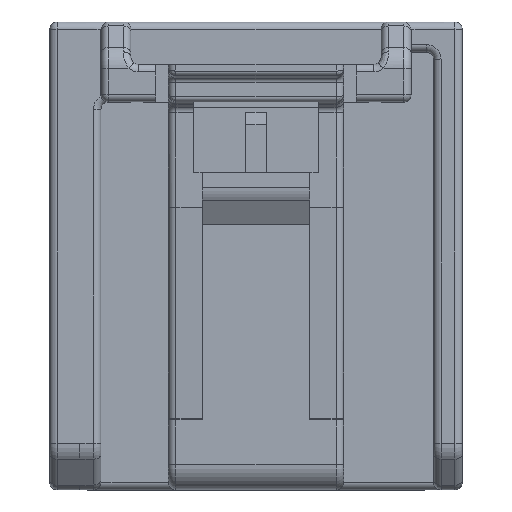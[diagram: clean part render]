
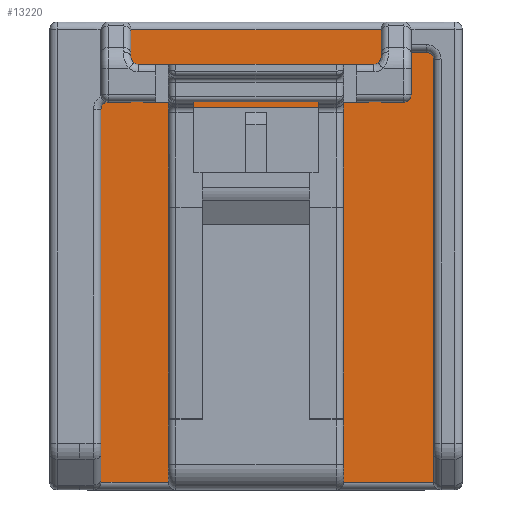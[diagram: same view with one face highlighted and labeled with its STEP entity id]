
A CAD part, top view. The second image highlights one B-rep face of the part: STEP entity #13220.
In plain terms, the highlighted planar face has unit normal (0, 0, 1).
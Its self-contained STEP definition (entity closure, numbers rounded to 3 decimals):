
#831=DIRECTION('',(0.,1.,0.));
#832=VECTOR('',#831,16.9);
#833=CARTESIAN_POINT('',(7.1,0.3,1.2));
#834=LINE('',#833,#832);
#3687=DIRECTION('',(0.,1.,0.));
#3688=VECTOR('',#3687,2.9);
#3689=CARTESIAN_POINT('',(-5.,15.5,1.2));
#3690=LINE('',#3689,#3688);
#3746=DIRECTION('',(1.,0.,0.));
#3747=VECTOR('',#3746,10.);
#3748=CARTESIAN_POINT('',(-5.,18.4,1.2));
#3749=LINE('',#3748,#3747);
#3754=DIRECTION('',(-1.,0.,0.));
#3755=VECTOR('',#3754,2.7);
#3756=CARTESIAN_POINT('',(-3.5,0.3,1.2));
#3757=LINE('',#3756,#3755);
#3758=CARTESIAN_POINT('',(-5.9,15.2,1.2));
#3759=DIRECTION('',(0.,0.,1.));
#3760=DIRECTION('',(0.,1.,0.));
#3761=AXIS2_PLACEMENT_3D('',#3758,#3759,#3760);
#3763=DIRECTION('',(-1.,0.,0.));
#3764=VECTOR('',#3763,0.9);
#3765=CARTESIAN_POINT('',(-5.,15.5,1.2));
#3766=LINE('',#3765,#3764);
#3767=DIRECTION('',(0.,1.,0.));
#3768=VECTOR('',#3767,2.9);
#3769=CARTESIAN_POINT('',(5.,15.5,1.2));
#3770=LINE('',#3769,#3768);
#3771=DIRECTION('',(-1.,0.,0.));
#3772=VECTOR('',#3771,0.9);
#3773=CARTESIAN_POINT('',(5.9,15.5,1.2));
#3774=LINE('',#3773,#3772);
#3775=CARTESIAN_POINT('',(5.9,15.8,1.2));
#3776=DIRECTION('',(0.,0.,-1.));
#3777=DIRECTION('',(1.,0.,0.));
#3778=AXIS2_PLACEMENT_3D('',#3775,#3776,#3777);
#3780=DIRECTION('',(0.,-1.,0.));
#3781=VECTOR('',#3780,1.7);
#3782=CARTESIAN_POINT('',(6.2,17.5,1.2));
#3783=LINE('',#3782,#3781);
#3784=DIRECTION('',(-1.,0.,0.));
#3785=VECTOR('',#3784,0.6);
#3786=CARTESIAN_POINT('',(6.8,17.5,1.2));
#3787=LINE('',#3786,#3785);
#3788=CARTESIAN_POINT('',(6.8,17.2,1.2));
#3789=DIRECTION('',(0.,0.,1.));
#3790=DIRECTION('',(1.,0.,0.));
#3791=AXIS2_PLACEMENT_3D('',#3788,#3789,#3790);
#3793=DIRECTION('',(-1.,0.,0.));
#3794=VECTOR('',#3793,3.6);
#3795=CARTESIAN_POINT('',(7.1,0.3,1.2));
#3796=LINE('',#3795,#3794);
#3797=DIRECTION('',(1.,0.,0.));
#3798=VECTOR('',#3797,1.);
#3799=CARTESIAN_POINT('',(2.5,4.8,1.2));
#3800=LINE('',#3799,#3798);
#3801=DIRECTION('',(1.,0.,0.));
#3802=VECTOR('',#3801,2.2);
#3803=CARTESIAN_POINT('',(0.3,1.2,1.2));
#3804=LINE('',#3803,#3802);
#3805=DIRECTION('',(1.,0.,0.));
#3806=VECTOR('',#3805,0.6);
#3807=CARTESIAN_POINT('',(-0.3,4.8,1.2));
#3808=LINE('',#3807,#3806);
#3809=DIRECTION('',(1.,0.,0.));
#3810=VECTOR('',#3809,2.2);
#3811=CARTESIAN_POINT('',(-2.5,1.2,1.2));
#3812=LINE('',#3811,#3810);
#3813=DIRECTION('',(1.,0.,0.));
#3814=VECTOR('',#3813,1.);
#3815=CARTESIAN_POINT('',(-3.5,4.8,1.2));
#3816=LINE('',#3815,#3814);
#3836=DIRECTION('',(0.,1.,0.));
#3837=VECTOR('',#3836,4.5);
#3838=CARTESIAN_POINT('',(-3.5,0.3,1.2));
#3839=LINE('',#3838,#3837);
#3927=DIRECTION('',(0.,1.,0.));
#3928=VECTOR('',#3927,3.6);
#3929=CARTESIAN_POINT('',(2.5,1.2,1.2));
#3930=LINE('',#3929,#3928);
#3978=DIRECTION('',(0.,-1.,0.));
#3979=VECTOR('',#3978,4.5);
#3980=CARTESIAN_POINT('',(3.5,4.8,1.2));
#3981=LINE('',#3980,#3979);
#4858=DIRECTION('',(0.,1.,0.));
#4859=VECTOR('',#4858,3.6);
#4860=CARTESIAN_POINT('',(-0.3,1.2,1.2));
#4861=LINE('',#4860,#4859);
#4880=DIRECTION('',(0.,-1.,0.));
#4881=VECTOR('',#4880,3.6);
#4882=CARTESIAN_POINT('',(0.3,4.8,1.2));
#4883=LINE('',#4882,#4881);
#4900=DIRECTION('',(0.,-1.,0.));
#4901=VECTOR('',#4900,3.6);
#4902=CARTESIAN_POINT('',(-2.5,4.8,1.2));
#4903=LINE('',#4902,#4901);
#4917=DIRECTION('',(0.,-1.,0.));
#4918=VECTOR('',#4917,14.9);
#4919=CARTESIAN_POINT('',(-6.2,15.2,1.2));
#4920=LINE('',#4919,#4918);
#6456=CARTESIAN_POINT('',(5.,18.4,1.2));
#6457=VERTEX_POINT('',#6456);
#6458=CARTESIAN_POINT('',(5.,15.5,1.2));
#6459=VERTEX_POINT('',#6458);
#6478=CARTESIAN_POINT('',(5.9,15.5,1.2));
#6479=VERTEX_POINT('',#6478);
#6480=CARTESIAN_POINT('',(6.2,15.8,1.2));
#6481=VERTEX_POINT('',#6480);
#6817=CARTESIAN_POINT('',(2.5,1.2,1.2));
#6819=VERTEX_POINT('',#6817);
#6823=CARTESIAN_POINT('',(-2.5,1.2,1.2));
#6825=VERTEX_POINT('',#6823);
#7666=CARTESIAN_POINT('',(-5.9,15.5,1.2));
#7667=CARTESIAN_POINT('',(-6.2,15.2,1.2));
#7668=VERTEX_POINT('',#7666);
#7669=VERTEX_POINT('',#7667);
#7670=CARTESIAN_POINT('',(-5.,15.5,1.2));
#7671=VERTEX_POINT('',#7670);
#7672=CARTESIAN_POINT('',(-5.,18.4,1.2));
#7673=VERTEX_POINT('',#7672);
#7691=CARTESIAN_POINT('',(6.2,17.5,1.2));
#7692=VERTEX_POINT('',#7691);
#7693=CARTESIAN_POINT('',(7.1,17.2,1.2));
#7694=CARTESIAN_POINT('',(6.8,17.5,1.2));
#7695=VERTEX_POINT('',#7693);
#7696=VERTEX_POINT('',#7694);
#7937=CARTESIAN_POINT('',(-0.3,1.2,1.2));
#7939=VERTEX_POINT('',#7937);
#7941=CARTESIAN_POINT('',(0.3,1.2,1.2));
#7943=VERTEX_POINT('',#7941);
#7983=CARTESIAN_POINT('',(-6.2,0.3,1.2));
#7984=VERTEX_POINT('',#7983);
#7985=CARTESIAN_POINT('',(-3.5,0.3,1.2));
#7986=VERTEX_POINT('',#7985);
#8111=CARTESIAN_POINT('',(3.5,0.3,1.2));
#8112=VERTEX_POINT('',#8111);
#8113=CARTESIAN_POINT('',(7.1,0.3,1.2));
#8114=VERTEX_POINT('',#8113);
#8157=CARTESIAN_POINT('',(2.5,4.8,1.2));
#8158=CARTESIAN_POINT('',(3.5,4.8,1.2));
#8159=VERTEX_POINT('',#8157);
#8160=VERTEX_POINT('',#8158);
#8161=CARTESIAN_POINT('',(-0.3,4.8,1.2));
#8162=CARTESIAN_POINT('',(0.3,4.8,1.2));
#8163=VERTEX_POINT('',#8161);
#8164=VERTEX_POINT('',#8162);
#8165=CARTESIAN_POINT('',(-3.5,4.8,1.2));
#8166=CARTESIAN_POINT('',(-2.5,4.8,1.2));
#8167=VERTEX_POINT('',#8165);
#8168=VERTEX_POINT('',#8166);
#13173=CARTESIAN_POINT('',(6.9,18.7,1.2));
#13174=DIRECTION('',(0.,0.,-1.));
#13175=DIRECTION('',(0.,1.,0.));
#13176=AXIS2_PLACEMENT_3D('',#13173,#13174,#13175);
#13177=PLANE('',#13176);
#13179=ORIENTED_EDGE('',*,*,#13178,.T.);
#13181=ORIENTED_EDGE('',*,*,#13180,.F.);
#13182=ORIENTED_EDGE('',*,*,#12835,.F.);
#13183=ORIENTED_EDGE('',*,*,#12857,.F.);
#13184=ORIENTED_EDGE('',*,*,#13113,.T.);
#13185=ORIENTED_EDGE('',*,*,#13166,.T.);
#13186=ORIENTED_EDGE('',*,*,#8865,.F.);
#13187=ORIENTED_EDGE('',*,*,#8993,.F.);
#13189=ORIENTED_EDGE('',*,*,#13188,.F.);
#13190=ORIENTED_EDGE('',*,*,#9119,.F.);
#13191=ORIENTED_EDGE('',*,*,#9138,.F.);
#13192=ORIENTED_EDGE('',*,*,#9152,.F.);
#13193=ORIENTED_EDGE('',*,*,#9169,.F.);
#13195=ORIENTED_EDGE('',*,*,#13194,.T.);
#13197=ORIENTED_EDGE('',*,*,#13196,.F.);
#13199=ORIENTED_EDGE('',*,*,#13198,.F.);
#13201=ORIENTED_EDGE('',*,*,#13200,.F.);
#13203=ORIENTED_EDGE('',*,*,#13202,.F.);
#13205=ORIENTED_EDGE('',*,*,#13204,.F.);
#13207=ORIENTED_EDGE('',*,*,#13206,.F.);
#13209=ORIENTED_EDGE('',*,*,#13208,.F.);
#13211=ORIENTED_EDGE('',*,*,#13210,.F.);
#13213=ORIENTED_EDGE('',*,*,#13212,.F.);
#13215=ORIENTED_EDGE('',*,*,#13214,.F.);
#13217=ORIENTED_EDGE('',*,*,#13216,.F.);
#13218=EDGE_LOOP('',(#13179,#13181,#13182,#13183,#13184,#13185,#13186,#13187,
#13189,#13190,#13191,#13192,#13193,#13195,#13197,#13199,#13201,#13203,#13205,
#13207,#13209,#13211,#13213,#13215,#13217));
#13219=FACE_OUTER_BOUND('',#13218,.F.);
#13220=ADVANCED_FACE('',(#13219),#13177,.F.);
#3762=CIRCLE('',#3761,0.3);
#3779=CIRCLE('',#3778,0.3);
#3792=CIRCLE('',#3791,0.3);
#8865=EDGE_CURVE('',#6459,#6457,#3770,.T.);
#8993=EDGE_CURVE('',#6479,#6459,#3774,.T.);
#9119=EDGE_CURVE('',#7692,#6481,#3783,.T.);
#9138=EDGE_CURVE('',#7696,#7692,#3787,.T.);
#9152=EDGE_CURVE('',#7695,#7696,#3792,.T.);
#9169=EDGE_CURVE('',#8114,#7695,#834,.T.);
#12835=EDGE_CURVE('',#7668,#7669,#3762,.T.);
#12857=EDGE_CURVE('',#7671,#7668,#3766,.T.);
#13113=EDGE_CURVE('',#7671,#7673,#3690,.T.);
#13166=EDGE_CURVE('',#7673,#6457,#3749,.T.);
#13178=EDGE_CURVE('',#7986,#7984,#3757,.T.);
#13180=EDGE_CURVE('',#7669,#7984,#4920,.T.);
#13188=EDGE_CURVE('',#6481,#6479,#3779,.T.);
#13194=EDGE_CURVE('',#8114,#8112,#3796,.T.);
#13196=EDGE_CURVE('',#8160,#8112,#3981,.T.);
#13198=EDGE_CURVE('',#8159,#8160,#3800,.T.);
#13200=EDGE_CURVE('',#6819,#8159,#3930,.T.);
#13202=EDGE_CURVE('',#7943,#6819,#3804,.T.);
#13204=EDGE_CURVE('',#8164,#7943,#4883,.T.);
#13206=EDGE_CURVE('',#8163,#8164,#3808,.T.);
#13208=EDGE_CURVE('',#7939,#8163,#4861,.T.);
#13210=EDGE_CURVE('',#6825,#7939,#3812,.T.);
#13212=EDGE_CURVE('',#8168,#6825,#4903,.T.);
#13214=EDGE_CURVE('',#8167,#8168,#3816,.T.);
#13216=EDGE_CURVE('',#7986,#8167,#3839,.T.);
